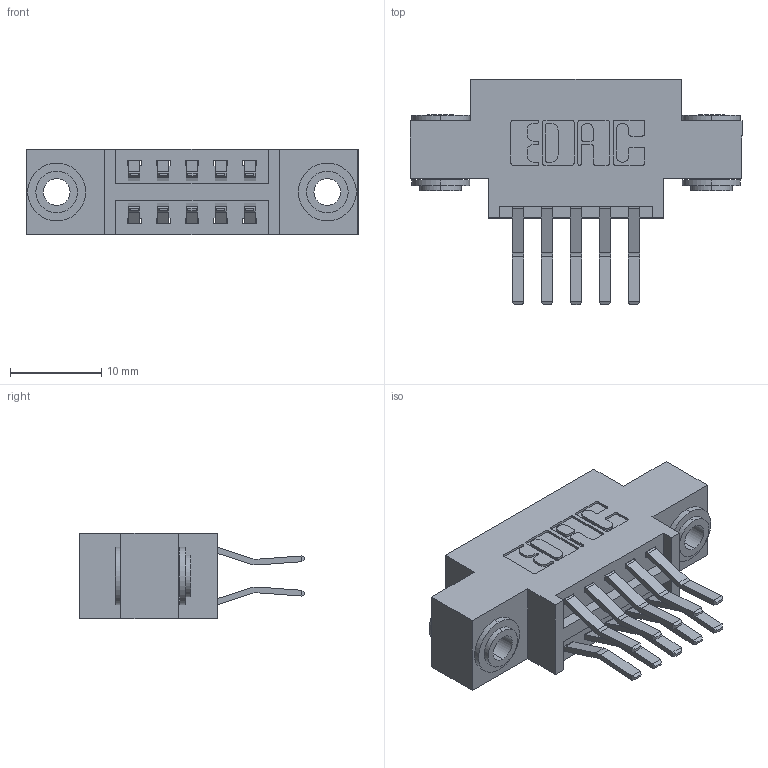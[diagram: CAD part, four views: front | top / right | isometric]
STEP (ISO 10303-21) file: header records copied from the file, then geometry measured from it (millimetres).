
FILE_DESCRIPTION (( 'STEP AP203' ), '1' );
FILE_NAME ('346-010-560-803.STEP', '2022-05-17T18:41:15', ( '' ), ( '' ), 'SwSTEP 2.0', 'SolidWorks 2020', '' );
FILE_SCHEMA (( 'CONFIG_CONTROL_DESIGN' ));
Length unit declared in the file: inch
Products named in the file (4): 345-292-001_560 Tail; 346-010-560-803; 346 Part_0.170 Offset - 0.156 Dia-TH; 345-250-002_345-250-002-102
Assembly tree (13 placements, depth 2):
  346-010-560-803
    346 Part_0.170 Offset - 0.156 Dia-TH
    345-292-001_560 Tail  x10
    345-250-002_345-250-002-102  x2
Bounding box: 36.45 x 24.78 x 9.4 mm (x, y, z)
Volume: 3179.1 mm3; surface area: 4391.5 mm2
Topology: 13 solids, 13 shells, 718 faces, 2063 edges, 1358 vertices
Faces by surface type: plane 454, cylinder 256, cone 8
Entity records: 9530 total; most frequent: CARTESIAN_POINT 1605, ORIENTED_EDGE 1530, DIRECTION 1499, EDGE_CURVE 765, VECTOR 585, LINE 585, VERTEX_POINT 506, AXIS2_PLACEMENT_3D 457
